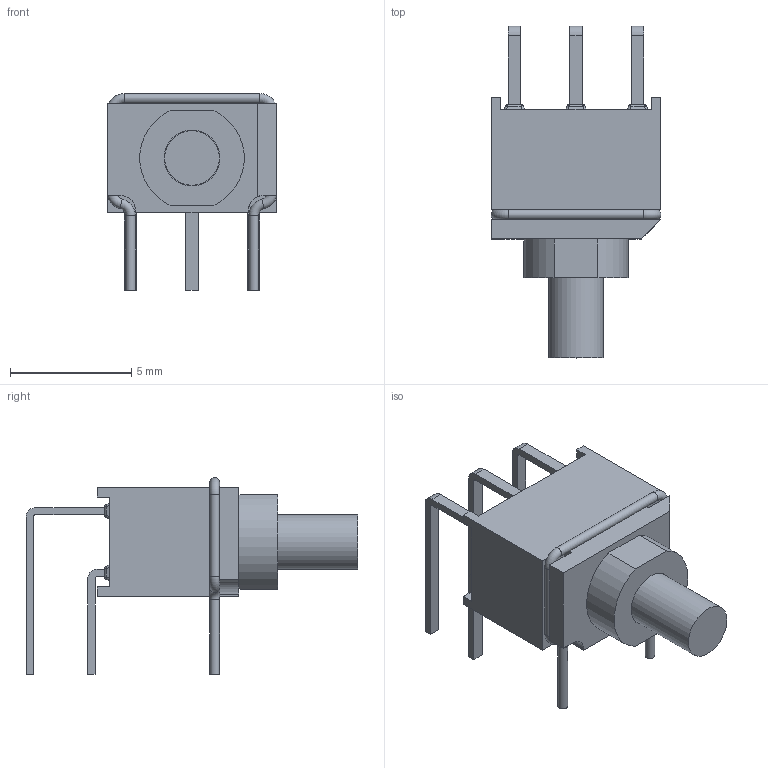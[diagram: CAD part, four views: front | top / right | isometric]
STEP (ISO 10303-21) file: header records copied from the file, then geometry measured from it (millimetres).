
FILE_DESCRIPTION((' '),'2;1');
FILE_NAME('800UDP8P1A1M6RE.stp','2017-08-02T08:29:12',(' '),(' '),' ','ACIS',' ');
FILE_SCHEMA(('CONFIG_CONTROL_DESIGN'));
Length unit declared in the file: inch
Products named in the file (1): 800UDP8P1A1M6RE.stp
Bounding box: 7 x 13.67 x 8.1 mm (x, y, z)
Surface area: 375.7 mm2 (no closed solid volume)
Topology: 0 solids, 1 shells, 223 faces, 549 edges, 334 vertices
Faces by surface type: plane 122, cylinder 71, sphere 24, torus 6
Full cylindrical faces by diameter (mm): 0.4 x5, 2.25 x1, 2.3 x1
Entity records: 6540 total; most frequent: DIRECTION 1149, CARTESIAN_POINT 1092, ORIENTED_EDGE 1074, EDGE_CURVE 538, AXIS2_PLACEMENT_3D 387, VECTOR 375, LINE 375, VERTEX_POINT 330
